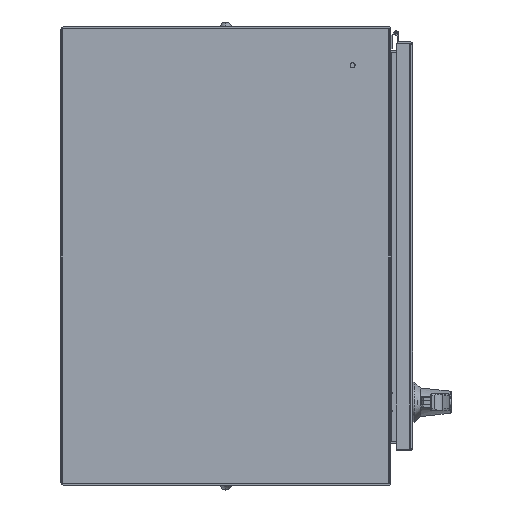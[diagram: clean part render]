
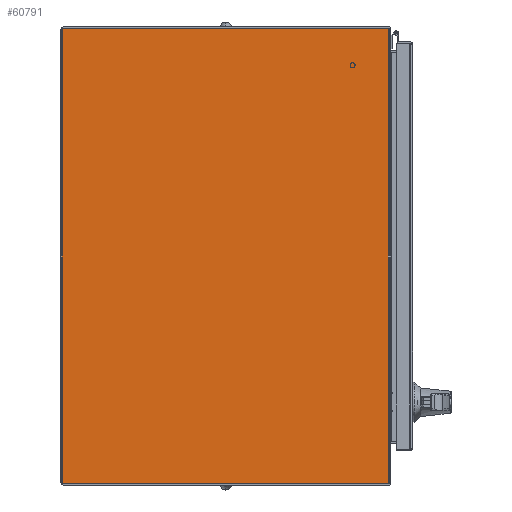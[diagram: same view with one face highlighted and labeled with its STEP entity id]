
A CAD part, front view. The second image highlights one B-rep face of the part: STEP entity #60791.
In plain terms, the highlighted face is planar.
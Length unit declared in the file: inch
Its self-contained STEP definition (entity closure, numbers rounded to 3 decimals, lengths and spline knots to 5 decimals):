
#1257 = CARTESIAN_POINT ( 'NONE',  ( 6.435, -11.857, 0. ) ) ;
#6144 = ORIENTED_EDGE ( 'NONE', *, *, #87114, .T. ) ;
#7574 = VERTEX_POINT ( 'NONE', #36852 ) ;
#14458 = EDGE_LOOP ( 'NONE', ( #81321, #6144, #38351, #104885 ) ) ;
#15621 = DIRECTION ( 'NONE',  ( 1., 0., 0. ) ) ;
#18881 = VERTEX_POINT ( 'NONE', #1257 ) ;
#24456 = DIRECTION ( 'NONE',  ( 0., -1., 0. ) ) ;
#33296 = EDGE_CURVE ( 'NONE', #18881, #67175, #87611, .T. ) ;
#36852 = CARTESIAN_POINT ( 'NONE',  ( -18.435, 6., 0. ) ) ;
#37721 = DIRECTION ( 'NONE',  ( -1., 0., 0. ) ) ;
#38051 = CARTESIAN_POINT ( 'NONE',  ( -18.435, 6., 0. ) ) ;
#38351 = ORIENTED_EDGE ( 'NONE', *, *, #77075, .T. ) ;
#41793 = CARTESIAN_POINT ( 'NONE',  ( 6.435, 6., 0. ) ) ;
#42096 = AXIS2_PLACEMENT_3D ( 'NONE', #55836, #64932, #89409 ) ;
#46224 = CARTESIAN_POINT ( 'NONE',  ( -18.435, 6., 0. ) ) ;
#47871 = CARTESIAN_POINT ( 'NONE',  ( -18.435, -11.857, 0. ) ) ;
#54259 = DIRECTION ( 'NONE',  ( 0., 1., 0. ) ) ;
#55836 = CARTESIAN_POINT ( 'NONE',  ( -18.435, 6., 0. ) ) ;
#60480 = LINE ( 'NONE', #100155, #87884 ) ;
#60791 = ADVANCED_FACE ( 'NONE', ( #83111 ), #98188, .T. ) ;
#62321 = VECTOR ( 'NONE', #15621, 39.37008 ) ;
#62570 = CARTESIAN_POINT ( 'NONE',  ( -18.435, -11.857, 0. ) ) ;
#64131 = VECTOR ( 'NONE', #37721, 39.37008 ) ;
#64932 = DIRECTION ( 'NONE',  ( 0., 0., -1. ) ) ;
#67175 = VERTEX_POINT ( 'NONE', #47871 ) ;
#67687 = VERTEX_POINT ( 'NONE', #41793 ) ;
#70492 = EDGE_CURVE ( 'NONE', #67175, #7574, #95918, .T. ) ;
#77075 = EDGE_CURVE ( 'NONE', #67687, #18881, #60480, .T. ) ;
#77599 = VECTOR ( 'NONE', #54259, 39.37008 ) ;
#81321 = ORIENTED_EDGE ( 'NONE', *, *, #70492, .T. ) ;
#83111 = FACE_OUTER_BOUND ( 'NONE', #14458, .T. ) ;
#84547 = LINE ( 'NONE', #38051, #62321 ) ;
#87114 = EDGE_CURVE ( 'NONE', #7574, #67687, #84547, .T. ) ;
#87611 = LINE ( 'NONE', #62570, #64131 ) ;
#87884 = VECTOR ( 'NONE', #24456, 39.37008 ) ;
#89409 = DIRECTION ( 'NONE',  ( -1., 0., 0. ) ) ;
#95918 = LINE ( 'NONE', #46224, #77599 ) ;
#98188 = PLANE ( 'NONE',  #42096 ) ;
#100155 = CARTESIAN_POINT ( 'NONE',  ( 6.435, 6., 0. ) ) ;
#104885 = ORIENTED_EDGE ( 'NONE', *, *, #33296, .T. ) ;
